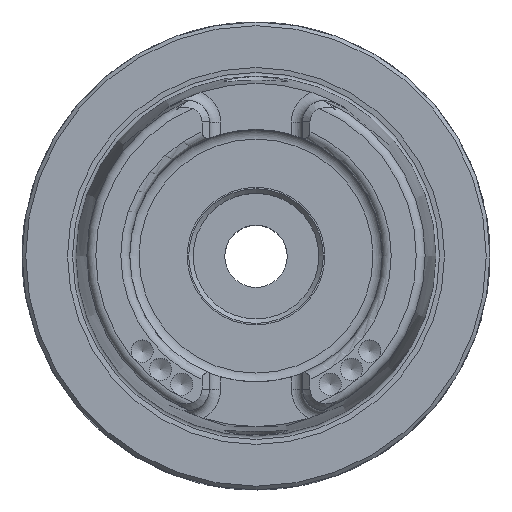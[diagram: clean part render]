
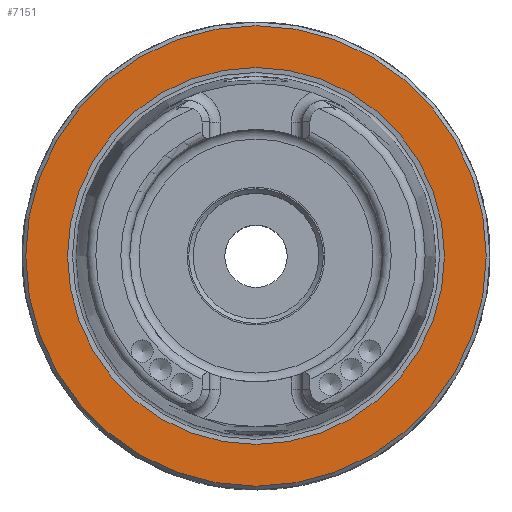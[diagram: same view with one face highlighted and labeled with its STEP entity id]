
A CAD part, top view. The second image highlights one B-rep face of the part: STEP entity #7151.
In plain terms, the highlighted planar face has unit normal (0, 0, 1).
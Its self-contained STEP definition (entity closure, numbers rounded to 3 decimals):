
#1217=ORIENTED_EDGE('',*,*,#2359,.T.);
#1218=ORIENTED_EDGE('',*,*,#2357,.F.);
#2357=EDGE_CURVE('',#2941,#2941,#3325,.T.);
#2359=EDGE_CURVE('',#2943,#2943,#3327,.T.);
#2941=VERTEX_POINT('',#10483);
#2943=VERTEX_POINT('',#10488);
#3325=CIRCLE('',#7583,25.373);
#3327=CIRCLE('',#7586,31.);
#3665=EDGE_LOOP('',(#1217));
#3666=EDGE_LOOP('',(#1218));
#4189=FACE_BOUND('',#3665,.T.);
#4190=FACE_BOUND('',#3666,.T.);
#4623=PLANE('',#7585);
#7151=ADVANCED_FACE('',(#4189,#4190),#4623,.T.);
#7583=AXIS2_PLACEMENT_3D('',#10482,#8494,#8495);
#7585=AXIS2_PLACEMENT_3D('',#10486,#8498,#8499);
#7586=AXIS2_PLACEMENT_3D('',#10487,#8500,#8501);
#8494=DIRECTION('',(0.,0.,1.));
#8495=DIRECTION('',(1.,0.,0.));
#8498=DIRECTION('',(0.,0.,1.));
#8499=DIRECTION('',(1.,0.,0.));
#8500=DIRECTION('',(0.,0.,1.));
#8501=DIRECTION('',(1.,0.,0.));
#10482=CARTESIAN_POINT('',(0.,0.,0.));
#10483=CARTESIAN_POINT('',(25.373,0.,0.));
#10486=CARTESIAN_POINT('',(31.,0.,0.));
#10487=CARTESIAN_POINT('',(0.,0.,0.));
#10488=CARTESIAN_POINT('',(31.,0.,0.));
